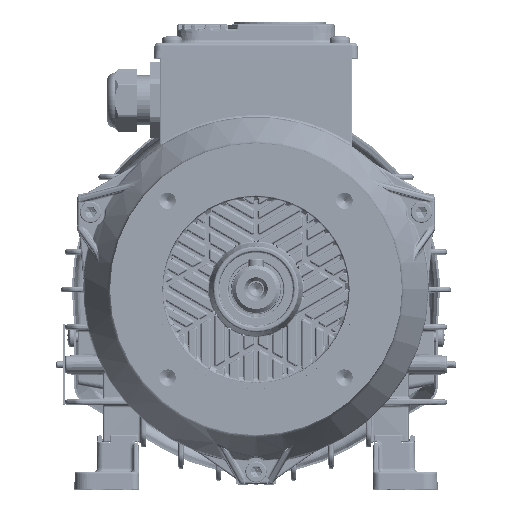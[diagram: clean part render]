
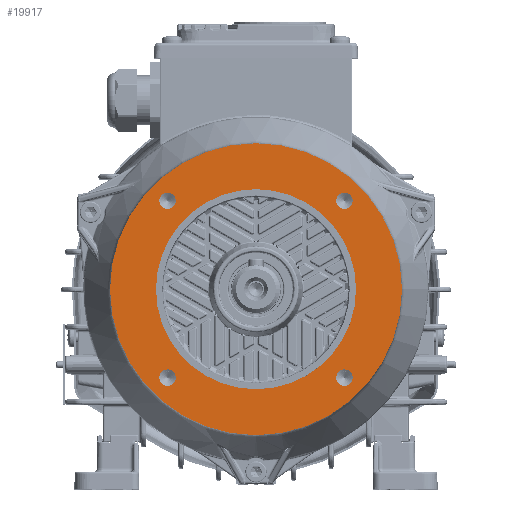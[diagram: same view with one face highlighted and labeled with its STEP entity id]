
A CAD part, top view. The second image highlights one B-rep face of the part: STEP entity #19917.
In plain terms, the highlighted planar face has unit normal (0, 0, 1).
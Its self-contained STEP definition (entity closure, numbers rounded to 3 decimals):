
#9292=FACE_BOUND('',#32638,.T.);
#9293=FACE_BOUND('',#32639,.T.);
#9294=FACE_BOUND('',#32640,.T.);
#9295=FACE_BOUND('',#32641,.T.);
#9296=FACE_BOUND('',#32642,.T.);
#9297=FACE_BOUND('',#32643,.T.);
#13367=CIRCLE('',#112668,3.288);
#13368=CIRCLE('',#112670,3.288);
#13369=CIRCLE('',#112672,3.288);
#13370=CIRCLE('',#112674,3.288);
#13372=CIRCLE('',#112677,58.369);
#13373=CIRCLE('',#112679,40.);
#19917=ADVANCED_FACE('',(#9292,#9293,#9294,#9295,#9296,#9297),#24257,.T.);
#24257=PLANE('',#112681);
#32638=EDGE_LOOP('',(#45375));
#32639=EDGE_LOOP('',(#45376));
#32640=EDGE_LOOP('',(#45377));
#32641=EDGE_LOOP('',(#45378));
#32642=EDGE_LOOP('',(#45379));
#32643=EDGE_LOOP('',(#45380));
#45375=ORIENTED_EDGE('',*,*,#82900,.F.);
#45376=ORIENTED_EDGE('',*,*,#82901,.F.);
#45377=ORIENTED_EDGE('',*,*,#82902,.F.);
#45378=ORIENTED_EDGE('',*,*,#82903,.F.);
#45379=ORIENTED_EDGE('',*,*,#82905,.F.);
#45380=ORIENTED_EDGE('',*,*,#82906,.T.);
#68832=VERTEX_POINT('',#179758);
#68833=VERTEX_POINT('',#179761);
#68834=VERTEX_POINT('',#179764);
#68835=VERTEX_POINT('',#179767);
#68837=VERTEX_POINT('',#179772);
#68838=VERTEX_POINT('',#179775);
#82900=EDGE_CURVE('',#68832,#68832,#13367,.T.);
#82901=EDGE_CURVE('',#68833,#68833,#13368,.T.);
#82902=EDGE_CURVE('',#68834,#68834,#13369,.T.);
#82903=EDGE_CURVE('',#68835,#68835,#13370,.T.);
#82905=EDGE_CURVE('',#68837,#68837,#13372,.T.);
#82906=EDGE_CURVE('',#68838,#68838,#13373,.T.);
#112668=AXIS2_PLACEMENT_3D('',#179757,#129988,#129989);
#112670=AXIS2_PLACEMENT_3D('',#179760,#129992,#129993);
#112672=AXIS2_PLACEMENT_3D('',#179763,#129996,#129997);
#112674=AXIS2_PLACEMENT_3D('',#179766,#130000,#130001);
#112677=AXIS2_PLACEMENT_3D('',#179771,#130006,#130007);
#112679=AXIS2_PLACEMENT_3D('',#179774,#130010,#130011);
#112681=AXIS2_PLACEMENT_3D('',#179777,#130014,#130015);
#129988=DIRECTION('',(0.,0.,1.));
#129989=DIRECTION('',(-1.,0.,0.));
#129992=DIRECTION('',(0.,0.,1.));
#129993=DIRECTION('',(-1.,0.,0.));
#129996=DIRECTION('',(0.,0.,1.));
#129997=DIRECTION('',(-1.,0.,0.));
#130000=DIRECTION('',(0.,0.,1.));
#130001=DIRECTION('',(-1.,0.,0.));
#130006=DIRECTION('',(0.,0.,-1.));
#130007=DIRECTION('',(-1.,0.,0.));
#130010=DIRECTION('',(0.,0.,-1.));
#130011=DIRECTION('',(-1.,0.,0.));
#130014=DIRECTION('',(0.,0.,1.));
#130015=DIRECTION('',(-1.,0.,0.));
#179757=CARTESIAN_POINT('',(-35.355,35.361,32.5));
#179758=CARTESIAN_POINT('',(-38.643,35.361,32.5));
#179760=CARTESIAN_POINT('',(-35.355,-35.349,32.5));
#179761=CARTESIAN_POINT('',(-38.643,-35.349,32.5));
#179763=CARTESIAN_POINT('',(35.355,-35.349,32.5));
#179764=CARTESIAN_POINT('',(32.068,-35.349,32.5));
#179766=CARTESIAN_POINT('',(35.355,35.361,32.5));
#179767=CARTESIAN_POINT('',(32.068,35.361,32.5));
#179771=CARTESIAN_POINT('',(0.,0.006,32.5));
#179772=CARTESIAN_POINT('',(-58.369,0.006,32.5));
#179774=CARTESIAN_POINT('',(0.,0.006,32.5));
#179775=CARTESIAN_POINT('',(-40.,0.006,32.5));
#179777=CARTESIAN_POINT('',(0.,0.006,32.5));
